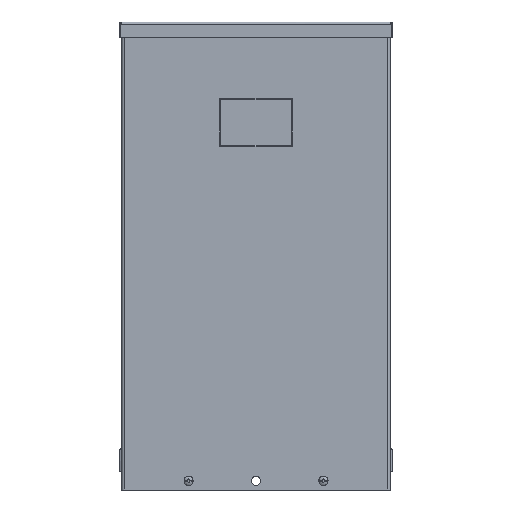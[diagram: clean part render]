
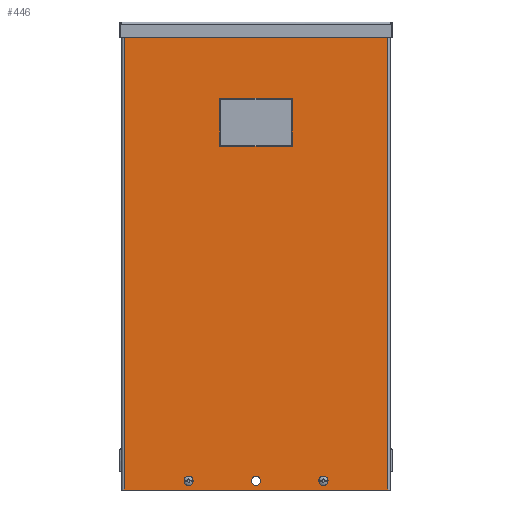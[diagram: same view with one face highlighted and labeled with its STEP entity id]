
A CAD part, front view. The second image highlights one B-rep face of the part: STEP entity #446.
In plain terms, the highlighted planar face has unit normal (0, -1, 0).
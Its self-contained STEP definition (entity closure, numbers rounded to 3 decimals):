
#446 = ADVANCED_FACE( '', ( #1107, #1108, #1109, #1110, #1111 ), #1112, .T. );
#1107 = FACE_BOUND( '', #2144, .T. );
#1108 = FACE_BOUND( '', #2145, .T. );
#1109 = FACE_OUTER_BOUND( '', #2146, .T. );
#1110 = FACE_BOUND( '', #2147, .T. );
#1111 = FACE_BOUND( '', #2148, .T. );
#1112 = PLANE( '', #2149 );
#2144 = EDGE_LOOP( '', ( #3447, #3448, #3449, #3450 ) );
#2145 = EDGE_LOOP( '', ( #3451 ) );
#2146 = EDGE_LOOP( '', ( #3452, #3453, #3454, #3455 ) );
#2147 = EDGE_LOOP( '', ( #3456 ) );
#2148 = EDGE_LOOP( '', ( #3457 ) );
#2149 = AXIS2_PLACEMENT_3D( '', #3458, #3459, #3460 );
#3447 = ORIENTED_EDGE( '', *, *, #5980, .T. );
#3448 = ORIENTED_EDGE( '', *, *, #5981, .T. );
#3449 = ORIENTED_EDGE( '', *, *, #5982, .T. );
#3450 = ORIENTED_EDGE( '', *, *, #5983, .T. );
#3451 = ORIENTED_EDGE( '', *, *, #5984, .T. );
#3452 = ORIENTED_EDGE( '', *, *, #5985, .T. );
#3453 = ORIENTED_EDGE( '', *, *, #5986, .T. );
#3454 = ORIENTED_EDGE( '', *, *, #5987, .T. );
#3455 = ORIENTED_EDGE( '', *, *, #5988, .T. );
#3456 = ORIENTED_EDGE( '', *, *, #5947, .T. );
#3457 = ORIENTED_EDGE( '', *, *, #5886, .T. );
#3458 = CARTESIAN_POINT( '', ( -138.906, -1.524, -241.3 ) );
#3459 = DIRECTION( '', ( 0., -1., 0. ) );
#3460 = DIRECTION( '', ( 0., 0., -1. ) );
#5886 = EDGE_CURVE( '', #6907, #6907, #6908, .T. );
#5947 = EDGE_CURVE( '', #7016, #7016, #7017, .T. );
#5980 = EDGE_CURVE( '', #7072, #7073, #7074, .F. );
#5981 = EDGE_CURVE( '', #7073, #7075, #7076, .F. );
#5982 = EDGE_CURVE( '', #7075, #7077, #7078, .F. );
#5983 = EDGE_CURVE( '', #7077, #7072, #7079, .F. );
#5984 = EDGE_CURVE( '', #7080, #7080, #7081, .T. );
#5985 = EDGE_CURVE( '', #7082, #7083, #7084, .T. );
#5986 = EDGE_CURVE( '', #7083, #7085, #7086, .T. );
#5987 = EDGE_CURVE( '', #7085, #7087, #7088, .T. );
#5988 = EDGE_CURVE( '', #7087, #7082, #7089, .T. );
#6907 = VERTEX_POINT( '', #8414 );
#6908 = CIRCLE( '', #8415, 3.569 );
#7016 = VERTEX_POINT( '', #8561 );
#7017 = CIRCLE( '', #8562, 4.763 );
#7072 = VERTEX_POINT( '', #8655 );
#7073 = VERTEX_POINT( '', #8656 );
#7074 = LINE( '', #8657, #8658 );
#7075 = VERTEX_POINT( '', #8659 );
#7076 = LINE( '', #8660, #8661 );
#7077 = VERTEX_POINT( '', #8662 );
#7078 = LINE( '', #8663, #8664 );
#7079 = LINE( '', #8665, #8666 );
#7080 = VERTEX_POINT( '', #8667 );
#7081 = CIRCLE( '', #8668, 3.569 );
#7082 = VERTEX_POINT( '', #8669 );
#7083 = VERTEX_POINT( '', #8670 );
#7084 = LINE( '', #8671, #8672 );
#7085 = VERTEX_POINT( '', #8673 );
#7086 = LINE( '', #8674, #8675 );
#7087 = VERTEX_POINT( '', #8676 );
#7088 = LINE( '', #8677, #8678 );
#7089 = LINE( '', #8679, #8680 );
#8414 = CARTESIAN_POINT( '', ( -66.281, -1.524, -231.775 ) );
#8415 = AXIS2_PLACEMENT_3D( '', #10675, #10676, #10677 );
#8561 = CARTESIAN_POINT( '', ( 4.763, -1.524, -231.775 ) );
#8562 = AXIS2_PLACEMENT_3D( '', #10743, #10744, #10745 );
#8655 = CARTESIAN_POINT( '', ( -37.507, -1.524, 164.507 ) );
#8656 = CARTESIAN_POINT( '', ( 37.507, -1.524, 164.507 ) );
#8657 = CARTESIAN_POINT( '', ( 36.576, -1.524, 164.507 ) );
#8658 = VECTOR( '', #10775, 1000. );
#8659 = CARTESIAN_POINT( '', ( 37.507, -1.524, 114.893 ) );
#8660 = CARTESIAN_POINT( '', ( 37.507, -1.524, 115.824 ) );
#8661 = VECTOR( '', #10776, 1000. );
#8662 = CARTESIAN_POINT( '', ( -37.507, -1.524, 114.893 ) );
#8663 = CARTESIAN_POINT( '', ( -36.576, -1.524, 114.893 ) );
#8664 = VECTOR( '', #10777, 1000. );
#8665 = CARTESIAN_POINT( '', ( -37.507, -1.524, 163.576 ) );
#8666 = VECTOR( '', #10778, 1000. );
#8667 = CARTESIAN_POINT( '', ( 73.419, -1.524, -231.775 ) );
#8668 = AXIS2_PLACEMENT_3D( '', #10779, #10780, #10781 );
#8669 = CARTESIAN_POINT( '', ( 136.569, -1.524, 241.3 ) );
#8670 = CARTESIAN_POINT( '', ( -136.569, -1.524, 241.3 ) );
#8671 = CARTESIAN_POINT( '', ( 138.906, -1.524, 241.3 ) );
#8672 = VECTOR( '', #10782, 1000. );
#8673 = CARTESIAN_POINT( '', ( -136.569, -1.524, -241.3 ) );
#8674 = CARTESIAN_POINT( '', ( -136.569, -1.524, 241.3 ) );
#8675 = VECTOR( '', #10783, 1000. );
#8676 = CARTESIAN_POINT( '', ( 136.569, -1.524, -241.3 ) );
#8677 = CARTESIAN_POINT( '', ( -138.906, -1.524, -241.3 ) );
#8678 = VECTOR( '', #10784, 1000. );
#8679 = CARTESIAN_POINT( '', ( 136.569, -1.524, -241.3 ) );
#8680 = VECTOR( '', #10785, 1000. );
#10675 = CARTESIAN_POINT( '', ( -69.85, -1.524, -231.775 ) );
#10676 = DIRECTION( '', ( 0., 1., 0. ) );
#10677 = DIRECTION( '', ( 1., 0., 0. ) );
#10743 = CARTESIAN_POINT( '', ( 0., -1.524, -231.775 ) );
#10744 = DIRECTION( '', ( 0., 1., 0. ) );
#10745 = DIRECTION( '', ( 1., 0., 0. ) );
#10775 = DIRECTION( '', ( -1., 0., 0. ) );
#10776 = DIRECTION( '', ( 0., 0., 1. ) );
#10777 = DIRECTION( '', ( 1., 0., 0. ) );
#10778 = DIRECTION( '', ( 0., 0., -1. ) );
#10779 = CARTESIAN_POINT( '', ( 69.85, -1.524, -231.775 ) );
#10780 = DIRECTION( '', ( 0., 1., 0. ) );
#10781 = DIRECTION( '', ( 1., 0., 0. ) );
#10782 = DIRECTION( '', ( -1., 0., 0. ) );
#10783 = DIRECTION( '', ( 0., 0., -1. ) );
#10784 = DIRECTION( '', ( 1., 0., 0. ) );
#10785 = DIRECTION( '', ( 0., 0., 1. ) );
